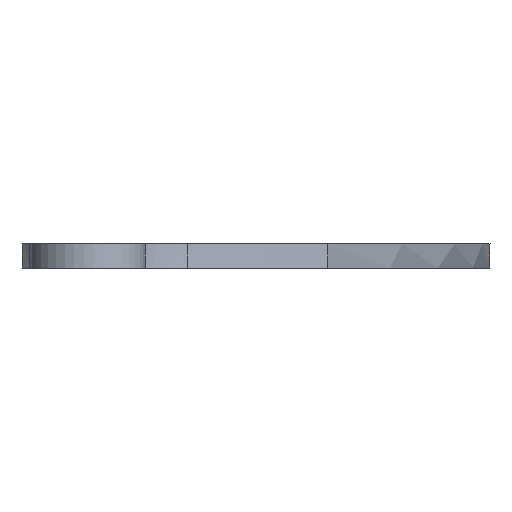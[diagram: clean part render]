
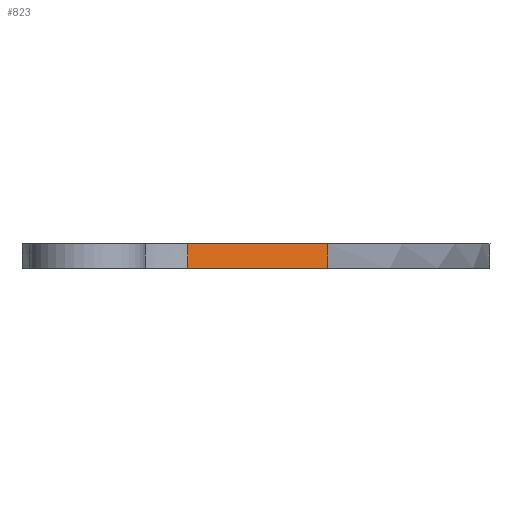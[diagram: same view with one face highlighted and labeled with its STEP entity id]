
A CAD part, left-side view. The second image highlights one B-rep face of the part: STEP entity #823.
In plain terms, the highlighted free-form (B-spline) face has degree [3, 1] with [12, 2] control points.
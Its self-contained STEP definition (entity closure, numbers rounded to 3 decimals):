
#85=B_SPLINE_CURVE_WITH_KNOTS('',3,(#1497,#1498,#1499,#1500,#1501,#1502),
 .UNSPECIFIED.,.F.,.F.,(4,1,1,4),(-8.626,-5.158,-3.679,
-3.508),.UNSPECIFIED.);
#97=B_SPLINE_CURVE_WITH_KNOTS('',3,(#2151,#2152,#2153,#2154,#2155,#2156),
 .UNSPECIFIED.,.F.,.F.,(4,1,1,4),(-12.523,-12.416,-11.488,
-9.311),.UNSPECIFIED.);
#107=B_SPLINE_SURFACE_WITH_KNOTS('',3,1,((#2872,#2873),(#2874,#2875),(#2876,
#2877),(#2878,#2879),(#2880,#2881),(#2882,#2883),(#2884,#2885),(#2886,#2887),
(#2888,#2889),(#2890,#2891),(#2892,#2893),(#2894,#2895)),.UNSPECIFIED.,
 .F.,.F.,.F.,(4,1,1,1,1,1,1,1,1,4),(2,2),(0.,1.917,3.834,
7.667,11.334,15.,16.212,17.423,
18.325,19.227),(0.,1.081),.UNSPECIFIED.);
#145=FACE_OUTER_BOUND('',#201,.T.);
#201=EDGE_LOOP('',(#751,#752,#753,#754));
#227=LINE('',#1794,#286);
#245=LINE('',#2705,#304);
#286=VECTOR('',#943,10.);
#304=VECTOR('',#989,10.);
#356=VERTEX_POINT('',#1480);
#357=VERTEX_POINT('',#1496);
#387=VERTEX_POINT('',#1701);
#402=VERTEX_POINT('',#2035);
#440=EDGE_CURVE('',#357,#356,#85,.T.);
#474=EDGE_CURVE('',#356,#387,#227,.T.);
#492=EDGE_CURVE('',#387,#402,#97,.T.);
#515=EDGE_CURVE('',#402,#357,#245,.T.);
#751=ORIENTED_EDGE('',*,*,#474,.T.);
#752=ORIENTED_EDGE('',*,*,#492,.T.);
#753=ORIENTED_EDGE('',*,*,#515,.T.);
#754=ORIENTED_EDGE('',*,*,#440,.T.);
#823=ADVANCED_FACE('',(#145),#107,.T.);
#943=DIRECTION('',(0.,0.,-1.));
#989=DIRECTION('',(0.,0.,1.));
#1480=CARTESIAN_POINT('',(70.883,92.557,6.3));
#1496=CARTESIAN_POINT('',(92.086,56.255,6.3));
#1497=CARTESIAN_POINT('Ctrl Pts',(92.086,56.255,6.3));
#1498=CARTESIAN_POINT('Ctrl Pts',(86.364,63.8,6.3));
#1499=CARTESIAN_POINT('Ctrl Pts',(79.978,76.243,6.3));
#1500=CARTESIAN_POINT('Ctrl Pts',(73.68,87.791,6.3));
#1501=CARTESIAN_POINT('Ctrl Pts',(71.152,92.108,6.3));
#1502=CARTESIAN_POINT('Ctrl Pts',(70.883,92.557,6.3));
#1701=CARTESIAN_POINT('',(70.883,92.557,0.));
#1794=CARTESIAN_POINT('',(70.883,92.557,6.3));
#2035=CARTESIAN_POINT('',(92.086,56.255,0.));
#2151=CARTESIAN_POINT('Ctrl Pts',(70.883,92.557,0.));
#2152=CARTESIAN_POINT('Ctrl Pts',(71.152,92.108,0.));
#2153=CARTESIAN_POINT('Ctrl Pts',(73.68,87.791,0.));
#2154=CARTESIAN_POINT('Ctrl Pts',(79.978,76.243,0.));
#2155=CARTESIAN_POINT('Ctrl Pts',(86.364,63.8,0.));
#2156=CARTESIAN_POINT('Ctrl Pts',(92.086,56.255,0.));
#2705=CARTESIAN_POINT('',(92.086,56.255,6.3));
#2872=CARTESIAN_POINT('Ctrl Pts',(199.023,2.631,7.656));
#2873=CARTESIAN_POINT('Ctrl Pts',(199.023,2.631,-3.159));
#2874=CARTESIAN_POINT('Ctrl Pts',(193.159,1.671,7.656));
#2875=CARTESIAN_POINT('Ctrl Pts',(193.159,1.671,-3.159));
#2876=CARTESIAN_POINT('Ctrl Pts',(179.917,6.799,7.656));
#2877=CARTESIAN_POINT('Ctrl Pts',(179.917,6.799,-3.159));
#2878=CARTESIAN_POINT('Ctrl Pts',(156.362,14.75,7.656));
#2879=CARTESIAN_POINT('Ctrl Pts',(156.362,14.75,-3.159));
#2880=CARTESIAN_POINT('Ctrl Pts',(128.403,29.484,7.656));
#2881=CARTESIAN_POINT('Ctrl Pts',(128.403,29.484,-3.159));
#2882=CARTESIAN_POINT('Ctrl Pts',(94.807,47.192,7.656));
#2883=CARTESIAN_POINT('Ctrl Pts',(94.807,47.192,-3.159));
#2884=CARTESIAN_POINT('Ctrl Pts',(81.216,73.973,7.656));
#2885=CARTESIAN_POINT('Ctrl Pts',(81.216,73.973,-3.159));
#2886=CARTESIAN_POINT('Ctrl Pts',(72.072,90.739,7.656));
#2887=CARTESIAN_POINT('Ctrl Pts',(72.072,90.739,-3.159));
#2888=CARTESIAN_POINT('Ctrl Pts',(64.89,102.508,7.656));
#2889=CARTESIAN_POINT('Ctrl Pts',(64.89,102.508,-3.159));
#2890=CARTESIAN_POINT('Ctrl Pts',(55.439,97.45,7.656));
#2891=CARTESIAN_POINT('Ctrl Pts',(55.439,97.45,-3.159));
#2892=CARTESIAN_POINT('Ctrl Pts',(49.242,95.426,7.656));
#2893=CARTESIAN_POINT('Ctrl Pts',(49.242,95.426,-3.159));
#2894=CARTESIAN_POINT('Ctrl Pts',(47.018,93.894,7.656));
#2895=CARTESIAN_POINT('Ctrl Pts',(47.018,93.894,-3.159));
